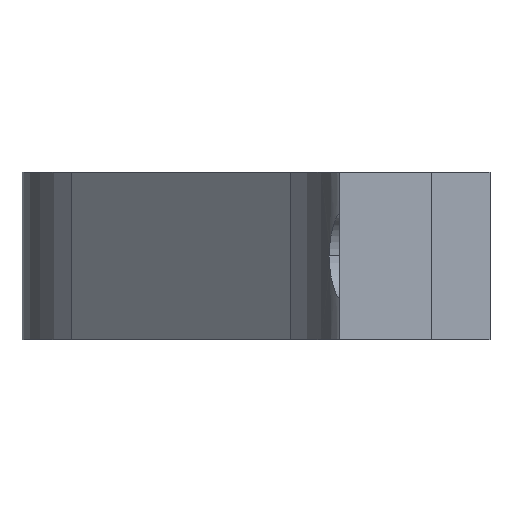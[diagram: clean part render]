
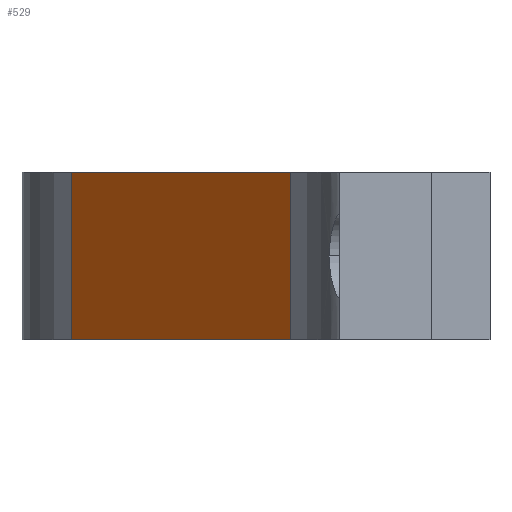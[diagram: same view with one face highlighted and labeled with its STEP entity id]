
A CAD part, front view. The second image highlights one B-rep face of the part: STEP entity #529.
In plain terms, the highlighted planar face has unit normal (-0.707, -0.707, 0).
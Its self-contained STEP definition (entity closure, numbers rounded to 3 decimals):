
#53 = ORIENTED_EDGE ( 'NONE', *, *, #1158, .F. ) ;
#63 = CARTESIAN_POINT ( 'NONE',  ( -35.374, 22.383, 5. ) ) ;
#75 = VERTEX_POINT ( 'NONE', #1239 ) ;
#91 = ORIENTED_EDGE ( 'NONE', *, *, #446, .T. ) ;
#103 = VECTOR ( 'NONE', #935, 1000. ) ;
#131 = PLANE ( 'NONE',  #538 ) ;
#162 = LINE ( 'NONE', #63, #499 ) ;
#230 = CARTESIAN_POINT ( 'NONE',  ( -19.391, 6.4, 5. ) ) ;
#287 = ORIENTED_EDGE ( 'NONE', *, *, #521, .T. ) ;
#326 = CARTESIAN_POINT ( 'NONE',  ( -35.374, 22.383, -5. ) ) ;
#361 = ORIENTED_EDGE ( 'NONE', *, *, #394, .T. ) ;
#394 = EDGE_CURVE ( 'NONE', #700, #1082, #162, .T. ) ;
#400 = CARTESIAN_POINT ( 'NONE',  ( -35.374, 22.383, 5. ) ) ;
#414 = VECTOR ( 'NONE', #448, 1000. ) ;
#432 = CARTESIAN_POINT ( 'NONE',  ( -22.32, 9.329, 5. ) ) ;
#439 = DIRECTION ( 'NONE',  ( 0.707, 0.707, 0. ) ) ;
#446 = EDGE_CURVE ( 'NONE', #1082, #75, #631, .T. ) ;
#448 = DIRECTION ( 'NONE',  ( 0.707, -0.707, 0. ) ) ;
#467 = DIRECTION ( 'NONE',  ( 0., 0., -1. ) ) ;
#481 = VERTEX_POINT ( 'NONE', #1026 ) ;
#485 = VECTOR ( 'NONE', #943, 1000. ) ;
#499 = VECTOR ( 'NONE', #467, 1000. ) ;
#521 = EDGE_CURVE ( 'NONE', #75, #481, #1229, .T. ) ;
#529 = ADVANCED_FACE ( 'NONE', ( #1031 ), #131, .F. ) ;
#538 = AXIS2_PLACEMENT_3D ( 'NONE', #726, #439, #836 ) ;
#545 = CARTESIAN_POINT ( 'NONE',  ( -19.391, 6.4, -5. ) ) ;
#631 = LINE ( 'NONE', #545, #103 ) ;
#634 = LINE ( 'NONE', #230, #414 ) ;
#700 = VERTEX_POINT ( 'NONE', #400 ) ;
#726 = CARTESIAN_POINT ( 'NONE',  ( -19.391, 6.4, 5. ) ) ;
#836 = DIRECTION ( 'NONE',  ( -0.707, 0.707, 0. ) ) ;
#842 = EDGE_LOOP ( 'NONE', ( #91, #287, #53, #361 ) ) ;
#935 = DIRECTION ( 'NONE',  ( 0.707, -0.707, 0. ) ) ;
#943 = DIRECTION ( 'NONE',  ( 0., 0., 1. ) ) ;
#1026 = CARTESIAN_POINT ( 'NONE',  ( -22.32, 9.329, 5. ) ) ;
#1031 = FACE_OUTER_BOUND ( 'NONE', #842, .T. ) ;
#1082 = VERTEX_POINT ( 'NONE', #326 ) ;
#1158 = EDGE_CURVE ( 'NONE', #700, #481, #634, .T. ) ;
#1229 = LINE ( 'NONE', #432, #485 ) ;
#1239 = CARTESIAN_POINT ( 'NONE',  ( -22.32, 9.329, -5. ) ) ;
